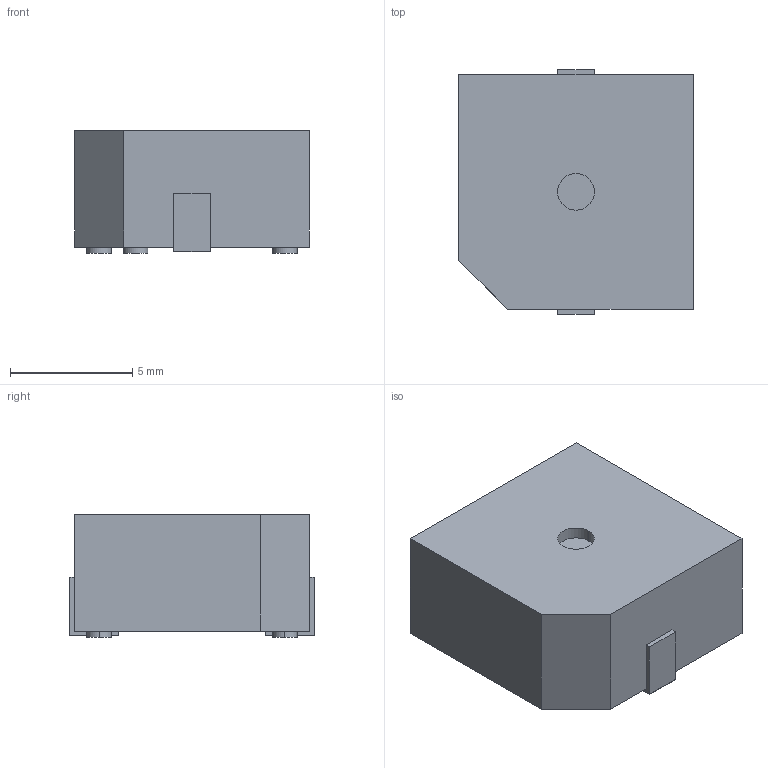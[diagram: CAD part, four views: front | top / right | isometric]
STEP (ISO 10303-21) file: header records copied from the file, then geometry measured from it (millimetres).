
FILE_DESCRIPTION((''),'2;1');
FILE_NAME('PUIAudio_SMI_1027_TW_5V_R.stp','2019-03-04T16:02:35',('XPMUser'),(''),'Autodesk Inventor (tm) 5.3','Autodesk Inventor (tm) 5.3','');
FILE_SCHEMA(('AUTOMOTIVE_DESIGN { 1 2 10303 214 0 1 1 1 }'));
Length unit declared in the file: millimetre
Products named in the file (4): Assembly1; Part11; Part1; Part2
Assembly tree (4 placements, depth 2):
  Assembly1
    Part11
    Part1
    Part2  x2
Bounding box: 9.6 x 10 x 5 mm (x, y, z)
Volume: 430.7 mm3; surface area: 400.6 mm2
Topology: 4 solids, 4 shells, 44 faces, 93 edges, 62 vertices
Faces by surface type: plane 30, cylinder 14
Entity records: 1057 total; most frequent: DIRECTION 184, CARTESIAN_POINT 163, ORIENTED_EDGE 144, EDGE_CURVE 72, AXIS2_PLACEMENT_3D 69, VERTEX_POINT 48, VECTOR 46, LINE 46
